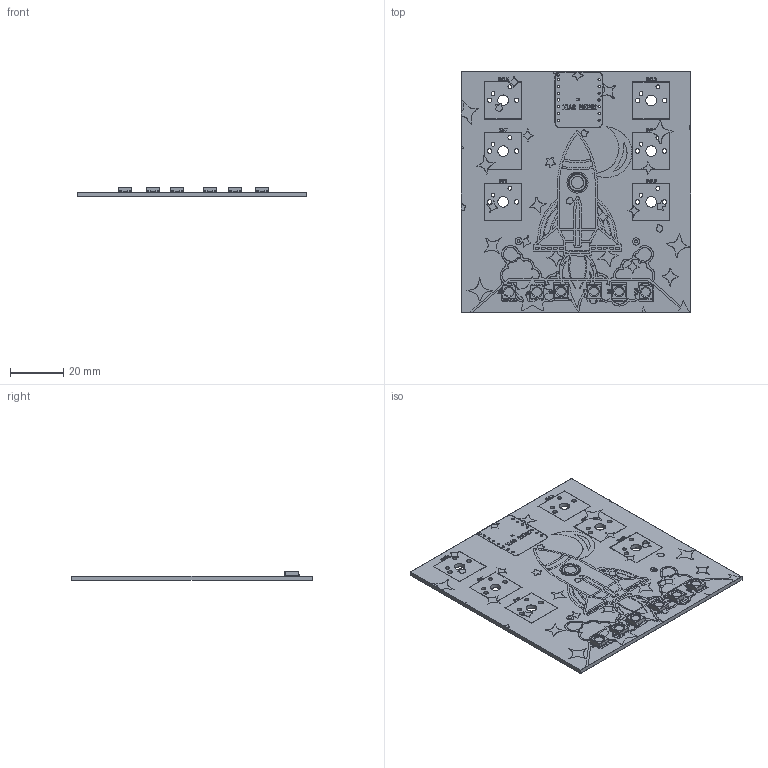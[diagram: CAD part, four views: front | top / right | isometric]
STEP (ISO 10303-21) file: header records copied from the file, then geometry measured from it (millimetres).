
FILE_DESCRIPTION(('KiCad electronic assembly'),'2;1');
FILE_NAME('launchpad.step','2025-11-27T17:15:07',('Pcbnew'),('Kicad'), 'Open CASCADE STEP processor 7.9','KiCad to STEP converter','Unknown' );
FILE_SCHEMA(('AUTOMOTIVE_DESIGN { 1 0 10303 214 1 1 1 1 }'));
Length unit declared in the file: millimetre
Products named in the file (6): launchpad 1; LED_SK6812_PLCC4_5.0x5.0mm_P3.2mm; Launch pad_silkscreen; Launch pad_soldermask; Launch pad_PCB
Assembly tree (10 placements, depth 2):
  launchpad 1
    LED_SK6812_PLCC4_5.0x5.0mm_P3.2mm  x6
    Launch pad_silkscreen
    Launch pad_soldermask
    Launch pad_soldermask
    Launch pad_PCB
Bounding box: 86 x 90.32 x 3.35 mm (x, y, z)
Volume: 11746.6 mm3; surface area: 33016.9 mm2
Topology: 7 solids, 82 shells, 538 faces, 7743 edges, 7276 vertices
Faces by surface type: plane 351, cylinder 181, cone 6
Full cylindrical faces by diameter (mm): 0.3 x5, 0.889 x14, 1.5 x12, 1.7 x12, 3.333 x6, 4 x6
Entity records: 58805 total; most frequent: CARTESIAN_POINT 13563, DIRECTION 8318, ORIENTED_EDGE 7098, EDGE_CURVE 6738, VERTEX_POINT 6616, LINE 5576, VECTOR 5576, AXIS2_PLACEMENT_3D 1371
